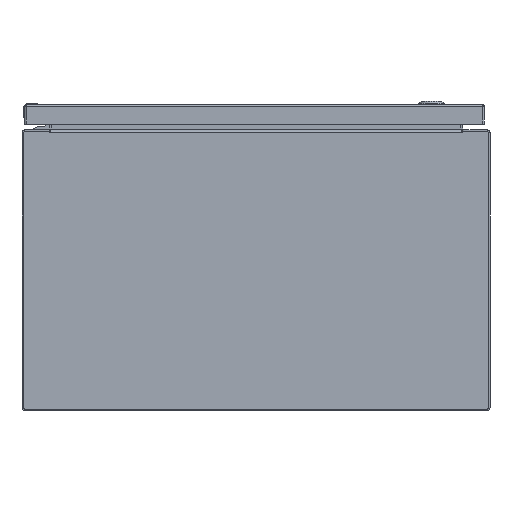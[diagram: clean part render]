
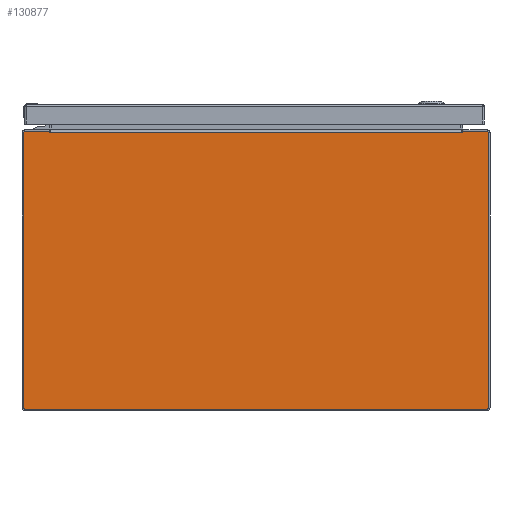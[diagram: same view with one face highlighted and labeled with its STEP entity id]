
A CAD part, front view. The second image highlights one B-rep face of the part: STEP entity #130877.
In plain terms, the highlighted planar face has unit normal (0, -1, 0).
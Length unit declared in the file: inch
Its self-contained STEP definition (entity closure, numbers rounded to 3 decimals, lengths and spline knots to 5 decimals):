
#155 = ORIENTED_EDGE ( 'NONE', *, *, #149300, .F. ) ;
#3355 = EDGE_CURVE ( 'NONE', #154172, #59357, #130307, .T. ) ;
#4613 = LINE ( 'NONE', #79260, #163906 ) ;
#4755 = VERTEX_POINT ( 'NONE', #41296 ) ;
#6104 = CARTESIAN_POINT ( 'NONE',  ( -9.857, -12., -5.857 ) ) ;
#7027 = CARTESIAN_POINT ( 'NONE',  ( 9.937, -12., 0. ) ) ;
#9482 = LINE ( 'NONE', #97236, #163154 ) ;
#10420 = EDGE_LOOP ( 'NONE', ( #166604, #131193, #99243, #96834, #169102, #155, #105522, #20325, #137716, #119262, #104003, #88064, #35370, #146638 ) ) ;
#11448 = CARTESIAN_POINT ( 'NONE',  ( -9.937, -12., -5.857 ) ) ;
#11715 = DIRECTION ( 'NONE',  ( 0., 1., 0. ) ) ;
#12833 = CARTESIAN_POINT ( 'NONE',  ( 9.857, -12., -5.937 ) ) ;
#12936 = DIRECTION ( 'NONE',  ( 0.174, 0., -0.985 ) ) ;
#13267 = CARTESIAN_POINT ( 'NONE',  ( -9.937, -12., 5.857 ) ) ;
#20325 = ORIENTED_EDGE ( 'NONE', *, *, #101803, .F. ) ;
#22050 = EDGE_CURVE ( 'NONE', #40356, #134064, #98904, .T. ) ;
#24961 = LINE ( 'NONE', #106381, #114539 ) ;
#26492 = VERTEX_POINT ( 'NONE', #30497 ) ;
#30112 = VERTEX_POINT ( 'NONE', #11448 ) ;
#30384 = AXIS2_PLACEMENT_3D ( 'NONE', #109113, #81729, #43966 ) ;
#30497 = CARTESIAN_POINT ( 'NONE',  ( -9.857, -12., 5.937 ) ) ;
#30677 = EDGE_CURVE ( 'NONE', #59357, #73483, #90378, .T. ) ;
#30803 = CARTESIAN_POINT ( 'NONE',  ( 0., -12., 0. ) ) ;
#32130 = VERTEX_POINT ( 'NONE', #150301 ) ;
#34924 = VERTEX_POINT ( 'NONE', #156968 ) ;
#35370 = ORIENTED_EDGE ( 'NONE', *, *, #30677, .F. ) ;
#35818 = EDGE_CURVE ( 'NONE', #92505, #26492, #60467, .T. ) ;
#37132 = CARTESIAN_POINT ( 'NONE',  ( 8.82312, -12., 5.937 ) ) ;
#40356 = VERTEX_POINT ( 'NONE', #37132 ) ;
#40927 = DIRECTION ( 'NONE',  ( 0., 1., 0. ) ) ;
#41239 = DIRECTION ( 'NONE',  ( -1., 0., 0. ) ) ;
#41296 = CARTESIAN_POINT ( 'NONE',  ( 9.857, -12., 5.937 ) ) ;
#42814 = CARTESIAN_POINT ( 'NONE',  ( -9.937, -12., 0. ) ) ;
#43966 = DIRECTION ( 'NONE',  ( 0., 0., -1. ) ) ;
#48493 = VECTOR ( 'NONE', #116918, 39.37008 ) ;
#49751 = CARTESIAN_POINT ( 'NONE',  ( -8.8136, -12., 5.883 ) ) ;
#53154 = FACE_OUTER_BOUND ( 'NONE', #10420, .T. ) ;
#53459 = VERTEX_POINT ( 'NONE', #135647 ) ;
#53705 = VECTOR ( 'NONE', #70471, 39.37008 ) ;
#53979 = CARTESIAN_POINT ( 'NONE',  ( -8.798, -12., 5.883 ) ) ;
#54211 = VECTOR ( 'NONE', #54772, 39.37008 ) ;
#54772 = DIRECTION ( 'NONE',  ( 1., 0., 0. ) ) ;
#55403 = EDGE_CURVE ( 'NONE', #129123, #163287, #24961, .T. ) ;
#57318 = CARTESIAN_POINT ( 'NONE',  ( -8.82312, -12., 5.937 ) ) ;
#57771 = VECTOR ( 'NONE', #150993, 39.37008 ) ;
#58351 = DIRECTION ( 'NONE',  ( 0., 1., 0. ) ) ;
#59357 = VERTEX_POINT ( 'NONE', #49751 ) ;
#60467 = CIRCLE ( 'NONE', #30384, 0.08 ) ;
#61739 = DIRECTION ( 'NONE',  ( -1., 0., 0. ) ) ;
#62069 = AXIS2_PLACEMENT_3D ( 'NONE', #6104, #58351, #146517 ) ;
#62813 = EDGE_CURVE ( 'NONE', #40356, #4755, #4613, .T. ) ;
#64167 = CARTESIAN_POINT ( 'NONE',  ( 8.8136, -12., 5.883 ) ) ;
#64815 = DIRECTION ( 'NONE',  ( 0., 0., -1. ) ) ;
#67597 = VECTOR ( 'NONE', #12936, 39.37008 ) ;
#70471 = DIRECTION ( 'NONE',  ( 0., 0., -1. ) ) ;
#73483 = VERTEX_POINT ( 'NONE', #53979 ) ;
#76955 = CIRCLE ( 'NONE', #126205, 0.08 ) ;
#78124 = CARTESIAN_POINT ( 'NONE',  ( -8.81836, -12., 5.91 ) ) ;
#78391 = EDGE_CURVE ( 'NONE', #26492, #154172, #108775, .T. ) ;
#79260 = CARTESIAN_POINT ( 'NONE',  ( 0., -12., 5.937 ) ) ;
#81729 = DIRECTION ( 'NONE',  ( 0., 1., 0. ) ) ;
#82075 = VECTOR ( 'NONE', #41239, 39.37008 ) ;
#88064 = ORIENTED_EDGE ( 'NONE', *, *, #129082, .T. ) ;
#88951 = CARTESIAN_POINT ( 'NONE',  ( 9.857, -12., -5.857 ) ) ;
#90378 = LINE ( 'NONE', #142485, #48493 ) ;
#92505 = VERTEX_POINT ( 'NONE', #13267 ) ;
#92694 = CARTESIAN_POINT ( 'NONE',  ( 8.80578, -12., 5.883 ) ) ;
#95532 = DIRECTION ( 'NONE',  ( 1., 0., 0. ) ) ;
#95888 = EDGE_CURVE ( 'NONE', #163287, #30112, #124967, .T. ) ;
#96834 = ORIENTED_EDGE ( 'NONE', *, *, #95888, .F. ) ;
#97236 = CARTESIAN_POINT ( 'NONE',  ( 0., -12., 5.883 ) ) ;
#98895 = EDGE_CURVE ( 'NONE', #134064, #53459, #106375, .T. ) ;
#98904 = LINE ( 'NONE', #147585, #57771 ) ;
#99243 = ORIENTED_EDGE ( 'NONE', *, *, #128549, .F. ) ;
#101803 = EDGE_CURVE ( 'NONE', #4755, #34924, #167809, .T. ) ;
#104003 = ORIENTED_EDGE ( 'NONE', *, *, #98895, .T. ) ;
#105439 = PLANE ( 'NONE',  #117018 ) ;
#105522 = ORIENTED_EDGE ( 'NONE', *, *, #162359, .F. ) ;
#106375 = LINE ( 'NONE', #92694, #82075 ) ;
#106381 = CARTESIAN_POINT ( 'NONE',  ( 0., -12., -5.937 ) ) ;
#107081 = CARTESIAN_POINT ( 'NONE',  ( 0., -12., 5.937 ) ) ;
#108775 = LINE ( 'NONE', #107081, #54211 ) ;
#109113 = CARTESIAN_POINT ( 'NONE',  ( -9.857, -12., 5.857 ) ) ;
#114539 = VECTOR ( 'NONE', #132835, 39.37008 ) ;
#116918 = DIRECTION ( 'NONE',  ( 1., 0., 0. ) ) ;
#117018 = AXIS2_PLACEMENT_3D ( 'NONE', #30803, #146355, #148101 ) ;
#118283 = DIRECTION ( 'NONE',  ( 0., 0., 1. ) ) ;
#119262 = ORIENTED_EDGE ( 'NONE', *, *, #22050, .T. ) ;
#124113 = AXIS2_PLACEMENT_3D ( 'NONE', #158234, #40927, #160798 ) ;
#124967 = CIRCLE ( 'NONE', #62069, 0.08 ) ;
#126205 = AXIS2_PLACEMENT_3D ( 'NONE', #88951, #11715, #64815 ) ;
#128549 = EDGE_CURVE ( 'NONE', #30112, #92505, #160959, .T. ) ;
#129082 = EDGE_CURVE ( 'NONE', #53459, #73483, #9482, .T. ) ;
#129123 = VERTEX_POINT ( 'NONE', #12833 ) ;
#130307 = LINE ( 'NONE', #78124, #67597 ) ;
#130877 = ADVANCED_FACE ( 'NONE', ( #53154 ), #105439, .T. ) ;
#131193 = ORIENTED_EDGE ( 'NONE', *, *, #35818, .F. ) ;
#132835 = DIRECTION ( 'NONE',  ( -1., 0., 0. ) ) ;
#134064 = VERTEX_POINT ( 'NONE', #64167 ) ;
#135647 = CARTESIAN_POINT ( 'NONE',  ( 8.798, -12., 5.883 ) ) ;
#137716 = ORIENTED_EDGE ( 'NONE', *, *, #62813, .F. ) ;
#138072 = LINE ( 'NONE', #7027, #53705 ) ;
#138726 = CARTESIAN_POINT ( 'NONE',  ( -9.857, -12., -5.937 ) ) ;
#141004 = VECTOR ( 'NONE', #118283, 39.37008 ) ;
#142485 = CARTESIAN_POINT ( 'NONE',  ( -8.80578, -12., 5.883 ) ) ;
#146355 = DIRECTION ( 'NONE',  ( 0., -1., 0. ) ) ;
#146517 = DIRECTION ( 'NONE',  ( 0., 0., -1. ) ) ;
#146638 = ORIENTED_EDGE ( 'NONE', *, *, #3355, .F. ) ;
#147585 = CARTESIAN_POINT ( 'NONE',  ( 8.81836, -12., 5.91 ) ) ;
#148101 = DIRECTION ( 'NONE',  ( 0., 0., -1. ) ) ;
#149300 = EDGE_CURVE ( 'NONE', #32130, #129123, #76955, .T. ) ;
#150301 = CARTESIAN_POINT ( 'NONE',  ( 9.937, -12., -5.857 ) ) ;
#150993 = DIRECTION ( 'NONE',  ( -0.174, 0., -0.985 ) ) ;
#154172 = VERTEX_POINT ( 'NONE', #57318 ) ;
#156968 = CARTESIAN_POINT ( 'NONE',  ( 9.937, -12., 5.857 ) ) ;
#158234 = CARTESIAN_POINT ( 'NONE',  ( 9.857, -12., 5.857 ) ) ;
#160798 = DIRECTION ( 'NONE',  ( 0., 0., -1. ) ) ;
#160959 = LINE ( 'NONE', #42814, #141004 ) ;
#162359 = EDGE_CURVE ( 'NONE', #34924, #32130, #138072, .T. ) ;
#163154 = VECTOR ( 'NONE', #61739, 39.37008 ) ;
#163287 = VERTEX_POINT ( 'NONE', #138726 ) ;
#163906 = VECTOR ( 'NONE', #95532, 39.37008 ) ;
#166604 = ORIENTED_EDGE ( 'NONE', *, *, #78391, .F. ) ;
#167809 = CIRCLE ( 'NONE', #124113, 0.08 ) ;
#169102 = ORIENTED_EDGE ( 'NONE', *, *, #55403, .F. ) ;
